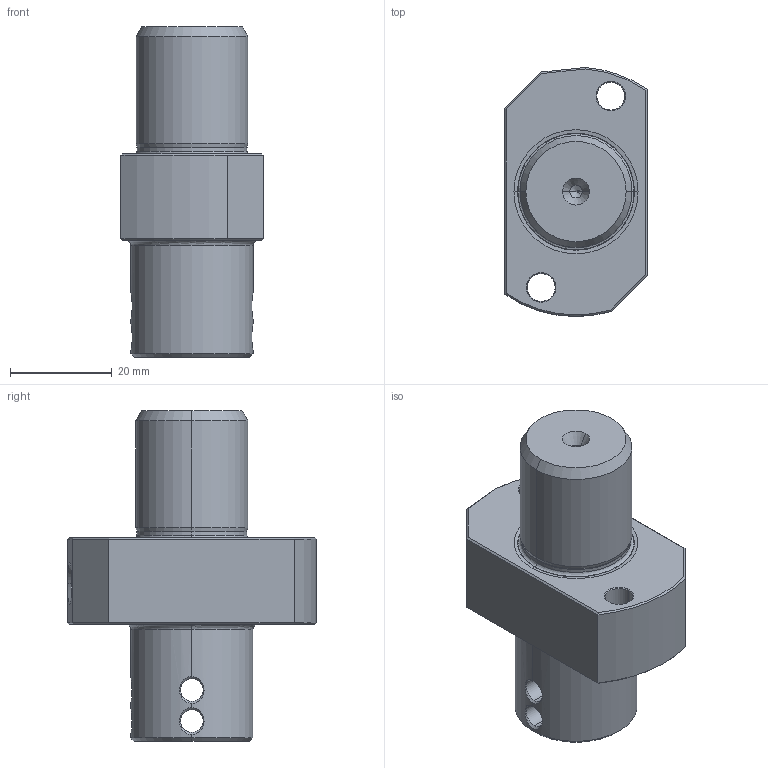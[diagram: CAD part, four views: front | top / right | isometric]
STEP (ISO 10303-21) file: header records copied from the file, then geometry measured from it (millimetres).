
FILE_DESCRIPTION (( 'STEP AP203' ), '1' );
FILE_NAME ('UMHB-RH1222SRR.step', '2023-06-20T13:48:37', ( '' ), ( '' ), 'SwSTEP 2.0', 'SolidWorks 2022', '' );
FILE_SCHEMA (( 'CONFIG_CONTROL_DESIGN' ));
Length unit declared in the file: millimetre
Products named in the file (1): UMHB-RH1222SRR
Bounding box: 28 x 48.93 x 65 mm (x, y, z)
Volume: 34323.7 mm3; surface area: 10819.2 mm2
Topology: 1 solids, 1 shells, 117 faces, 291 edges, 170 vertices
Faces by surface type: cone 46, cylinder 39, plane 26, bspline 6
Entity records: 4704 total; most frequent: CARTESIAN_POINT 1865, DIRECTION 589, ORIENTED_EDGE 574, EDGE_CURVE 287, AXIS2_PLACEMENT_3D 232, VERTEX_POINT 170, EDGE_LOOP 133, LINE 125
